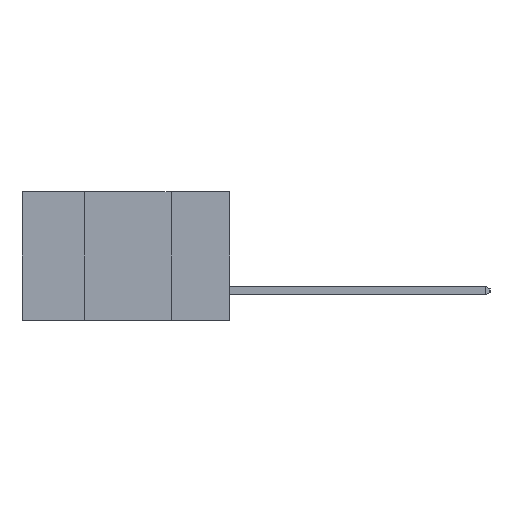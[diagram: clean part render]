
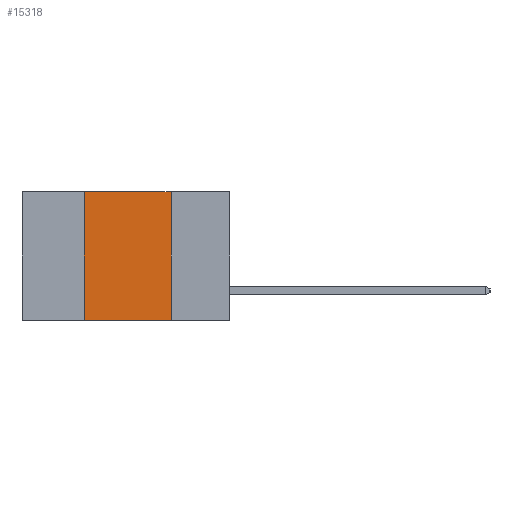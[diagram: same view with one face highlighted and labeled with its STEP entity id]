
A CAD part, left-side view. The second image highlights one B-rep face of the part: STEP entity #15318.
In plain terms, the highlighted planar face has unit normal (-1, 0, 0).
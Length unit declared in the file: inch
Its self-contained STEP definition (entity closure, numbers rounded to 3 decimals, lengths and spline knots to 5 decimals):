
#320 = VERTEX_POINT ( 'NONE', #1962 ) ;
#716 = DIRECTION ( 'NONE',  ( 0., 0., -1. ) ) ;
#847 = CARTESIAN_POINT ( 'NONE',  ( 0., 0.17, 0. ) ) ;
#1174 = EDGE_LOOP ( 'NONE', ( #16290, #9056, #17044, #11487 ) ) ;
#1338 = VECTOR ( 'NONE', #15000, 39.37008 ) ;
#1525 = CARTESIAN_POINT ( 'NONE',  ( 0., 0.17, -0.37 ) ) ;
#1962 = CARTESIAN_POINT ( 'NONE',  ( 0., 0.42, -0.37 ) ) ;
#3338 = VERTEX_POINT ( 'NONE', #12278 ) ;
#5375 = LINE ( 'NONE', #6988, #1338 ) ;
#5749 = CARTESIAN_POINT ( 'NONE',  ( 0., 0.17, 0. ) ) ;
#6493 = VERTEX_POINT ( 'NONE', #847 ) ;
#6988 = CARTESIAN_POINT ( 'NONE',  ( 0., 0.6, 0. ) ) ;
#8269 = AXIS2_PLACEMENT_3D ( 'NONE', #14226, #8945, #716 ) ;
#8799 = EDGE_CURVE ( 'NONE', #3338, #6493, #5375, .T. ) ;
#8945 = DIRECTION ( 'NONE',  ( 1., 0., 0. ) ) ;
#9056 = ORIENTED_EDGE ( 'NONE', *, *, #8799, .F. ) ;
#9447 = VERTEX_POINT ( 'NONE', #1525 ) ;
#9891 = DIRECTION ( 'NONE',  ( 0., 0., -1. ) ) ;
#10063 = VECTOR ( 'NONE', #14964, 39.37008 ) ;
#10232 = PLANE ( 'NONE',  #8269 ) ;
#10427 = LINE ( 'NONE', #5749, #13521 ) ;
#10460 = VECTOR ( 'NONE', #15317, 39.37008 ) ;
#11487 = ORIENTED_EDGE ( 'NONE', *, *, #13368, .T. ) ;
#12278 = CARTESIAN_POINT ( 'NONE',  ( 0., 0.42, 0. ) ) ;
#13368 = EDGE_CURVE ( 'NONE', #320, #9447, #16859, .T. ) ;
#13521 = VECTOR ( 'NONE', #9891, 39.37008 ) ;
#13659 = CARTESIAN_POINT ( 'NONE',  ( 0., 0.6, -0.37 ) ) ;
#13969 = LINE ( 'NONE', #14034, #10460 ) ;
#14034 = CARTESIAN_POINT ( 'NONE',  ( 0., 0.42, 0. ) ) ;
#14129 = FACE_OUTER_BOUND ( 'NONE', #1174, .T. ) ;
#14226 = CARTESIAN_POINT ( 'NONE',  ( 0., 0.6, 0. ) ) ;
#14253 = EDGE_CURVE ( 'NONE', #320, #3338, #13969, .T. ) ;
#14964 = DIRECTION ( 'NONE',  ( 0., -1., 0. ) ) ;
#15000 = DIRECTION ( 'NONE',  ( 0., -1., 0. ) ) ;
#15124 = EDGE_CURVE ( 'NONE', #6493, #9447, #10427, .T. ) ;
#15317 = DIRECTION ( 'NONE',  ( 0., 0., 1. ) ) ;
#15318 = ADVANCED_FACE ( 'NONE', ( #14129 ), #10232, .F. ) ;
#16290 = ORIENTED_EDGE ( 'NONE', *, *, #15124, .F. ) ;
#16859 = LINE ( 'NONE', #13659, #10063 ) ;
#17044 = ORIENTED_EDGE ( 'NONE', *, *, #14253, .F. ) ;
